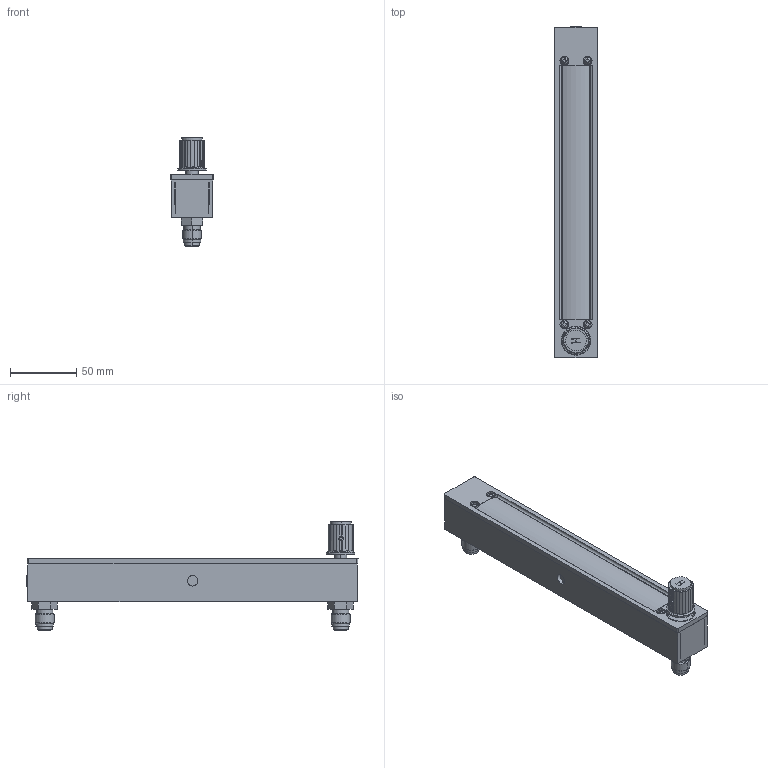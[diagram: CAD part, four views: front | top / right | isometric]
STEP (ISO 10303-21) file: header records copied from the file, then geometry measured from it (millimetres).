
FILE_DESCRIPTION (( 'STEP AP203' ), '1' );
FILE_NAME ('1355G-7-T-1-A.STEP', '2022-01-21T17:58:51', ( '' ), ( '' ), 'SwSTEP 2.0', 'SolidWorks 2020', '' );
FILE_SCHEMA (( 'CONFIG_CONTROL_DESIGN' ));
Length unit declared in the file: inch
Products named in the file (1): 1355G-7-T-1-A
Bounding box: 32.54 x 251.03 x 82.27 mm (x, y, z)
Volume: 259960 mm3; surface area: 66742.3 mm2
Topology: 4 solids, 15 shells, 529 faces, 1301 edges, 834 vertices
Faces by surface type: plane 297, cylinder 149, cone 55, torus 20, bspline 8
Entity records: 16070 total; most frequent: CARTESIAN_POINT 3497, ORIENTED_EDGE 2594, DIRECTION 2573, EDGE_CURVE 1297, AXIS2_PLACEMENT_3D 926, VERTEX_POINT 834, VECTOR 721, LINE 721
